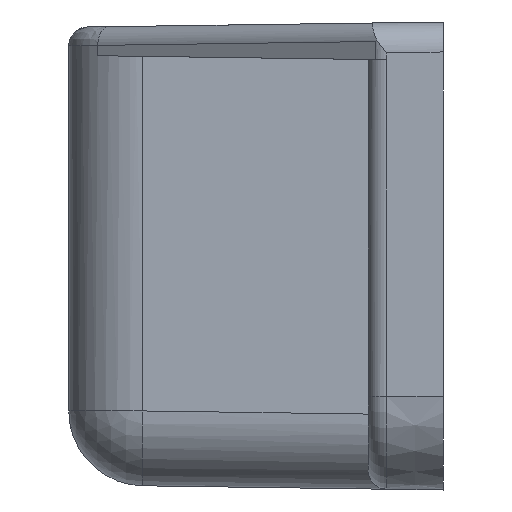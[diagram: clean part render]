
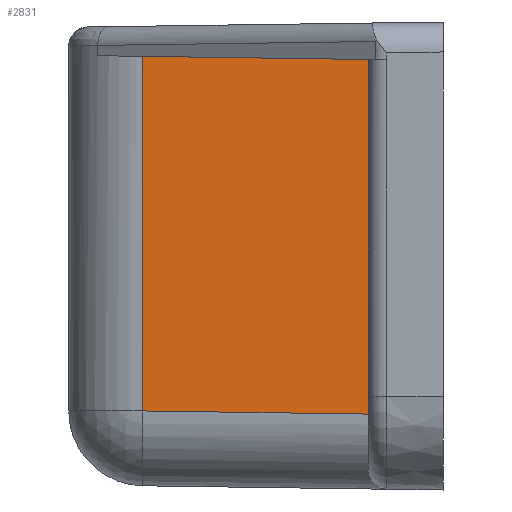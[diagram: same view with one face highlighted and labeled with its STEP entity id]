
A CAD part, left-side view. The second image highlights one B-rep face of the part: STEP entity #2831.
In plain terms, the highlighted planar face has unit normal (-1, 0.014, 0).
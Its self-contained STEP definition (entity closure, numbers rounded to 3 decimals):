
#9 = CARTESIAN_POINT ( 'NONE',  ( -33., 20., -15.793 ) ) ;
#11 = ORIENTED_EDGE ( 'NONE', *, *, #2916, .T. ) ;
#60 = VERTEX_POINT ( 'NONE', #2063 ) ;
#266 = ORIENTED_EDGE ( 'NONE', *, *, #2878, .T. ) ;
#279 = PLANE ( 'NONE',  #2847 ) ;
#324 = CARTESIAN_POINT ( 'NONE',  ( -33.055, 16.056, -8.276 ) ) ;
#468 = VERTEX_POINT ( 'NONE', #2773 ) ;
#566 = LINE ( 'NONE', #3014, #1923 ) ;
#645 = CARTESIAN_POINT ( 'NONE',  ( -33.001, 19.894, -8.223 ) ) ;
#649 = EDGE_CURVE ( 'NONE', #468, #1463, #1823, .T. ) ;
#927 = DIRECTION ( 'NONE',  ( -0.014, -1., -0.014 ) ) ;
#938 = VERTEX_POINT ( 'NONE', #324 ) ;
#964 = VECTOR ( 'NONE', #2359, 1000. ) ;
#1320 = CARTESIAN_POINT ( 'NONE',  ( -33.055, 16.056, -12.221 ) ) ;
#1426 = EDGE_LOOP ( 'NONE', ( #266, #11, #2552, #1967 ) ) ;
#1463 = VERTEX_POINT ( 'NONE', #2318 ) ;
#1530 = LINE ( 'NONE', #1320, #964 ) ;
#1607 = DIRECTION ( 'NONE',  ( 0.014, 1., 0.014 ) ) ;
#1823 = LINE ( 'NONE', #2197, #2312 ) ;
#1865 = DIRECTION ( 'NONE',  ( 1., -0.014, 0. ) ) ;
#1923 = VECTOR ( 'NONE', #1607, 1000. ) ;
#1949 = EDGE_CURVE ( 'NONE', #1463, #60, #566, .T. ) ;
#1965 = DIRECTION ( 'NONE',  ( 0., 0., 1. ) ) ;
#1967 = ORIENTED_EDGE ( 'NONE', *, *, #1949, .T. ) ;
#1987 = LINE ( 'NONE', #645, #2695 ) ;
#2063 = CARTESIAN_POINT ( 'NONE',  ( -33.055, 16.056, 10.666 ) ) ;
#2197 = CARTESIAN_POINT ( 'NONE',  ( -33.223, 4., -15.793 ) ) ;
#2240 = FACE_OUTER_BOUND ( 'NONE', #1426, .T. ) ;
#2312 = VECTOR ( 'NONE', #1965, 1000. ) ;
#2318 = CARTESIAN_POINT ( 'NONE',  ( -33.223, 4., 10.497 ) ) ;
#2353 = DIRECTION ( 'NONE',  ( 0.014, 1., 0. ) ) ;
#2359 = DIRECTION ( 'NONE',  ( 0., 0., -1. ) ) ;
#2552 = ORIENTED_EDGE ( 'NONE', *, *, #649, .T. ) ;
#2695 = VECTOR ( 'NONE', #927, 1000. ) ;
#2773 = CARTESIAN_POINT ( 'NONE',  ( -33.223, 4., -8.445 ) ) ;
#2831 = ADVANCED_FACE ( 'NONE', ( #2240 ), #279, .F. ) ;
#2847 = AXIS2_PLACEMENT_3D ( 'NONE', #9, #1865, #2353 ) ;
#2878 = EDGE_CURVE ( 'NONE', #60, #938, #1530, .T. ) ;
#2916 = EDGE_CURVE ( 'NONE', #938, #468, #1987, .T. ) ;
#3014 = CARTESIAN_POINT ( 'NONE',  ( -33.005, 19.63, 10.716 ) ) ;
